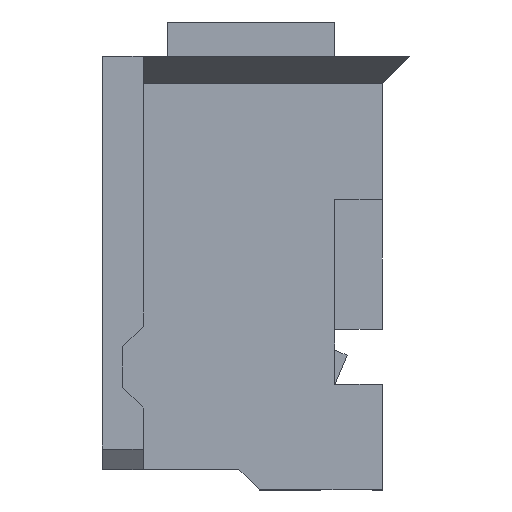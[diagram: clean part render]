
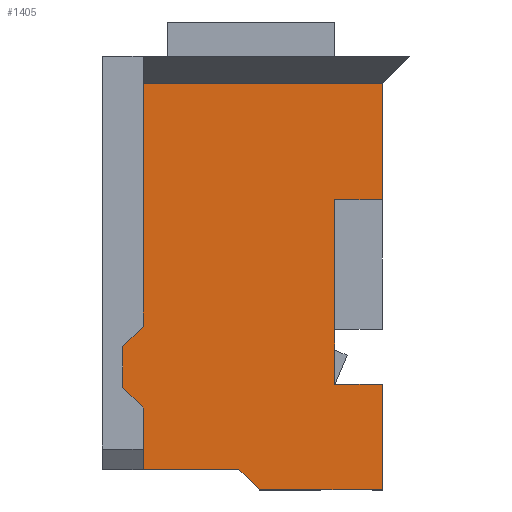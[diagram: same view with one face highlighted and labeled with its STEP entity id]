
A CAD part, left-side view. The second image highlights one B-rep face of the part: STEP entity #1405.
In plain terms, the highlighted planar face has unit normal (-1, 0, 0).
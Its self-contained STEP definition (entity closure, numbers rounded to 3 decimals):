
#1405=ADVANCED_FACE('',(#4192),#4194,.F.);
#4192=FACE_BOUND('',#4193,.T.);
#4193=EDGE_LOOP('',(#5631,#5632,#5633,#5634,#5635,#5636,#5637,#5638,#5639,#5640,
#5641,#5642,#5643,#5644));
#4194=PLANE('',#4195);
#4195=AXIS2_PLACEMENT_3D('',#4196,#4197,#4198);
#4196=CARTESIAN_POINT('',(-1.3,-2.8,5.95));
#4197=DIRECTION('',(1.,-0.,0.));
#4198=DIRECTION('',(0.,0.,-1.));
#5631=ORIENTED_EDGE('',*,*,#6553,.F.);
#5632=ORIENTED_EDGE('',*,*,#6554,.F.);
#5633=ORIENTED_EDGE('',*,*,#6555,.F.);
#5634=ORIENTED_EDGE('',*,*,#6556,.F.);
#5635=ORIENTED_EDGE('',*,*,#6557,.F.);
#5636=ORIENTED_EDGE('',*,*,#6558,.F.);
#5637=ORIENTED_EDGE('',*,*,#6559,.T.);
#5638=ORIENTED_EDGE('',*,*,#6536,.F.);
#5639=ORIENTED_EDGE('',*,*,#6560,.F.);
#5640=ORIENTED_EDGE('',*,*,#6561,.F.);
#5641=ORIENTED_EDGE('',*,*,#6562,.F.);
#5642=ORIENTED_EDGE('',*,*,#6532,.F.);
#5643=ORIENTED_EDGE('',*,*,#6503,.F.);
#5644=ORIENTED_EDGE('',*,*,#6563,.F.);
#6503=EDGE_CURVE('',#7376,#7377,#7378,.F.);
#6532=EDGE_CURVE('',#7377,#7434,#7435,.F.);
#6536=EDGE_CURVE('',#7440,#7442,#7443,.F.);
#6553=EDGE_CURVE('',#7468,#7469,#7470,.F.);
#6554=EDGE_CURVE('',#7471,#7468,#7472,.F.);
#6555=EDGE_CURVE('',#7473,#7471,#7474,.T.);
#6556=EDGE_CURVE('',#7475,#7473,#7476,.F.);
#6557=EDGE_CURVE('',#7477,#7475,#7478,.T.);
#6558=EDGE_CURVE('',#7479,#7477,#7480,.F.);
#6559=EDGE_CURVE('',#7479,#7442,#7481,.T.);
#6560=EDGE_CURVE('',#7482,#7440,#7483,.T.);
#6561=EDGE_CURVE('',#7484,#7482,#7485,.T.);
#6562=EDGE_CURVE('',#7434,#7484,#7486,.T.);
#6563=EDGE_CURVE('',#7469,#7376,#7487,.F.);
#7376=VERTEX_POINT('',#9549);
#7377=VERTEX_POINT('',#9550);
#7378=LINE('',#9551,#9552);
#7434=VERTEX_POINT('',#9665);
#7435=LINE('',#9666,#9667);
#7440=VERTEX_POINT('',#9677);
#7442=VERTEX_POINT('',#9681);
#7443=LINE('',#9682,#9683);
#7468=VERTEX_POINT('',#9741);
#7469=VERTEX_POINT('',#9742);
#7470=LINE('',#9743,#9744);
#7471=VERTEX_POINT('',#9746);
#7472=LINE('',#9747,#9748);
#7473=VERTEX_POINT('',#9750);
#7474=LINE('',#9751,#9752);
#7475=VERTEX_POINT('',#9754);
#7476=LINE('',#9755,#9756);
#7477=VERTEX_POINT('',#9758);
#7478=LINE('',#9759,#9760);
#7479=VERTEX_POINT('',#9762);
#7480=LINE('',#9763,#9764);
#7481=LINE('',#9766,#9767);
#7482=VERTEX_POINT('',#9769);
#7483=LINE('',#9770,#9771);
#7484=VERTEX_POINT('',#9773);
#7485=LINE('',#9774,#9775);
#7486=LINE('',#9777,#9778);
#7487=LINE('',#9780,#9781);
#9549=CARTESIAN_POINT('',(-1.3,-0.3,0.3));
#9550=CARTESIAN_POINT('',(-1.3,1.1,0.3));
#9551=CARTESIAN_POINT('',(-1.3,1.1,0.3));
#9552=VECTOR('',#9553,1.);
#9553=DIRECTION('',(0.,-1.,0.));
#9665=CARTESIAN_POINT('',(-1.3,1.1,1.2));
#9666=CARTESIAN_POINT('',(-1.3,1.1,1.2));
#9667=VECTOR('',#9668,1.);
#9668=DIRECTION('',(0.,-0.,-1.));
#9677=CARTESIAN_POINT('',(-1.3,1.1,2.4));
#9681=CARTESIAN_POINT('',(-1.3,1.1,5.95));
#9682=CARTESIAN_POINT('',(-1.3,1.1,5.95));
#9683=VECTOR('',#9684,1.);
#9684=DIRECTION('',(0.,-0.,-1.));
#9741=CARTESIAN_POINT('',(-1.3,-2.4,0.));
#9742=CARTESIAN_POINT('',(-1.3,-0.6,0.));
#9743=CARTESIAN_POINT('',(-1.3,-0.6,0.));
#9744=VECTOR('',#9745,1.);
#9745=DIRECTION('',(-0.,-1.,0.));
#9746=CARTESIAN_POINT('',(-1.3,-2.4,1.55));
#9747=CARTESIAN_POINT('',(-1.3,-2.4,0.));
#9748=VECTOR('',#9749,1.);
#9749=DIRECTION('',(0.,-0.,1.));
#9750=CARTESIAN_POINT('',(-1.3,-1.7,1.55));
#9751=CARTESIAN_POINT('',(-1.3,-1.7,1.55));
#9752=VECTOR('',#9753,1.);
#9753=DIRECTION('',(-0.,-1.,-0.));
#9754=CARTESIAN_POINT('',(-1.3,-1.7,4.25));
#9755=CARTESIAN_POINT('',(-1.3,-1.7,1.55));
#9756=VECTOR('',#9757,1.);
#9757=DIRECTION('',(0.,0.,1.));
#9758=CARTESIAN_POINT('',(-1.3,-2.4,4.25));
#9759=CARTESIAN_POINT('',(-1.3,-2.4,4.25));
#9760=VECTOR('',#9761,1.);
#9761=DIRECTION('',(-0.,1.,-0.));
#9762=CARTESIAN_POINT('',(-1.3,-2.4,5.95));
#9763=CARTESIAN_POINT('',(-1.3,-2.4,4.25));
#9764=VECTOR('',#9765,1.);
#9765=DIRECTION('',(0.,-0.,1.));
#9766=CARTESIAN_POINT('',(-1.3,-2.4,5.95));
#9767=VECTOR('',#9768,1.);
#9768=DIRECTION('',(-0.,1.,-0.));
#9769=CARTESIAN_POINT('',(-1.3,1.4,2.1));
#9770=CARTESIAN_POINT('',(-1.3,1.4,2.1));
#9771=VECTOR('',#9772,1.);
#9772=DIRECTION('',(-0.,-0.707,0.707));
#9773=CARTESIAN_POINT('',(-1.3,1.4,1.5));
#9774=CARTESIAN_POINT('',(-1.3,1.4,1.5));
#9775=VECTOR('',#9776,1.);
#9776=DIRECTION('',(0.,0.,1.));
#9777=CARTESIAN_POINT('',(-1.3,1.1,1.2));
#9778=VECTOR('',#9779,1.);
#9779=DIRECTION('',(-0.,0.707,0.707));
#9780=CARTESIAN_POINT('',(-1.3,-0.3,0.3));
#9781=VECTOR('',#9782,1.);
#9782=DIRECTION('',(-0.,-0.707,-0.707));
